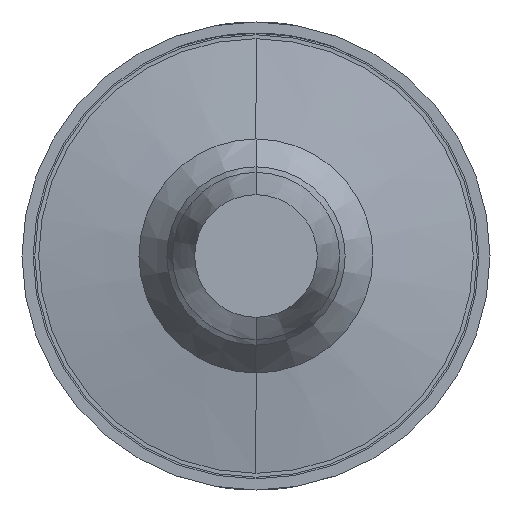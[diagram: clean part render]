
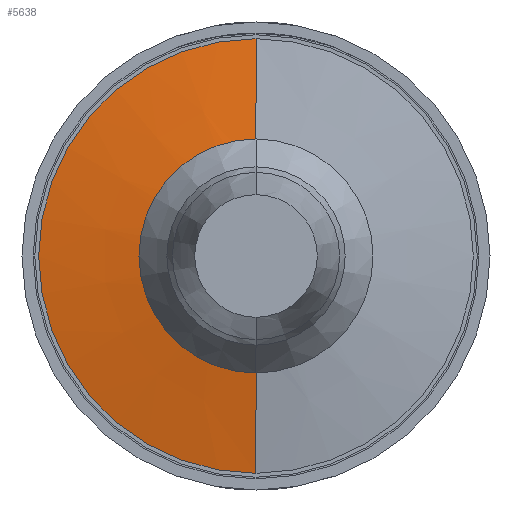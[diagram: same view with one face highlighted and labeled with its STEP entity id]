
A CAD part, front view. The second image highlights one B-rep face of the part: STEP entity #5638.
In plain terms, the highlighted conical face has half-angle 80.134 degrees and reference radius 0.8 mm.
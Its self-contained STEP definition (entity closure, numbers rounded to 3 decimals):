
#398 = CARTESIAN_POINT ( 'NONE',  ( 0., -41.6, -0.8 ) ) ;
#1076 = CARTESIAN_POINT ( 'NONE',  ( 0., -41.6, 0. ) ) ;
#1099 = ORIENTED_EDGE ( 'NONE', *, *, #2453, .F. ) ;
#1129 = EDGE_CURVE ( 'NONE', #5189, #3847, #6597, .T. ) ;
#1378 = VERTEX_POINT ( 'NONE', #1616 ) ;
#1557 = CIRCLE ( 'NONE', #4801, 1.95 ) ;
#1584 = CARTESIAN_POINT ( 'NONE',  ( 0., -41.6, -0.8 ) ) ;
#1616 = CARTESIAN_POINT ( 'NONE',  ( 0., -41.6, 0.8 ) ) ;
#1639 = DIRECTION ( 'NONE',  ( 0., 0., 1. ) ) ;
#1918 = DIRECTION ( 'NONE',  ( 0., 0.171, 0.985 ) ) ;
#2313 = EDGE_LOOP ( 'NONE', ( #1099, #4858, #6135, #3836 ) ) ;
#2453 = EDGE_CURVE ( 'Defeature ausgef�hrt1_24+Defeature ausgef�hrt1_23+Defeature ausgef�hrt1_23+Defeature ausgef�hrt1_23', #1378, #5189, #3862, .T. ) ;
#2618 = EDGE_CURVE ( 'Defeature ausgef�hrt1_23+Defeature ausgef�hrt1_22+Defeature ausgef�hrt1_22+Defeature ausgef�hrt1_22', #4093, #3847, #1557, .T. ) ;
#3665 = AXIS2_PLACEMENT_3D ( 'NONE', #1076, #4291, #1639 ) ;
#3836 = ORIENTED_EDGE ( 'NONE', *, *, #1129, .F. ) ;
#3847 = VERTEX_POINT ( 'NONE', #6343 ) ;
#3862 = CIRCLE ( 'NONE', #3665, 0.8 ) ;
#3882 = CARTESIAN_POINT ( 'NONE',  ( 0., -41.4, 0. ) ) ;
#3926 = CARTESIAN_POINT ( 'NONE',  ( 0., -41.4, 1.95 ) ) ;
#4001 = DIRECTION ( 'NONE',  ( 0., 1., 0. ) ) ;
#4014 = CARTESIAN_POINT ( 'NONE',  ( 0., -41.6, 0.8 ) ) ;
#4090 = CARTESIAN_POINT ( 'NONE',  ( 0., -41.6, 0. ) ) ;
#4093 = VERTEX_POINT ( 'NONE', #3926 ) ;
#4130 = AXIS2_PLACEMENT_3D ( 'NONE', #4090, #4001, #5559 ) ;
#4291 = DIRECTION ( 'NONE',  ( 0., -1., 0. ) ) ;
#4308 = CONICAL_SURFACE ( 'NONE', #4130, 0.8, 1.399 ) ;
#4606 = VECTOR ( 'NONE', #1918, 1000. ) ;
#4801 = AXIS2_PLACEMENT_3D ( 'NONE', #3882, #5340, #5855 ) ;
#4858 = ORIENTED_EDGE ( 'NONE', *, *, #6210, .T. ) ;
#4930 = LINE ( 'NONE', #4014, #4606 ) ;
#5158 = VECTOR ( 'NONE', #5691, 1000. ) ;
#5189 = VERTEX_POINT ( 'NONE', #398 ) ;
#5340 = DIRECTION ( 'NONE',  ( 0., -1., 0. ) ) ;
#5559 = DIRECTION ( 'NONE',  ( 0., 0., -1. ) ) ;
#5638 = ADVANCED_FACE ( 'Defeature ausgef�hrt1_23', ( #6480 ), #4308, .T. ) ;
#5691 = DIRECTION ( 'NONE',  ( 0., 0.171, -0.985 ) ) ;
#5855 = DIRECTION ( 'NONE',  ( 0., 0., 1. ) ) ;
#6135 = ORIENTED_EDGE ( 'NONE', *, *, #2618, .T. ) ;
#6210 = EDGE_CURVE ( 'NONE', #1378, #4093, #4930, .T. ) ;
#6343 = CARTESIAN_POINT ( 'NONE',  ( 0., -41.4, -1.95 ) ) ;
#6480 = FACE_OUTER_BOUND ( 'NONE', #2313, .T. ) ;
#6597 = LINE ( 'NONE', #1584, #5158 ) ;
